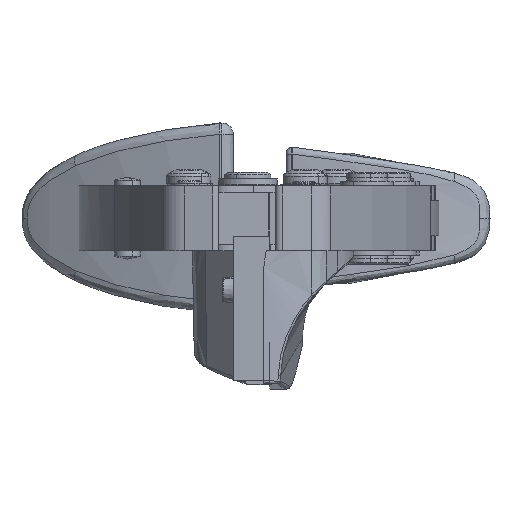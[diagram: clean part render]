
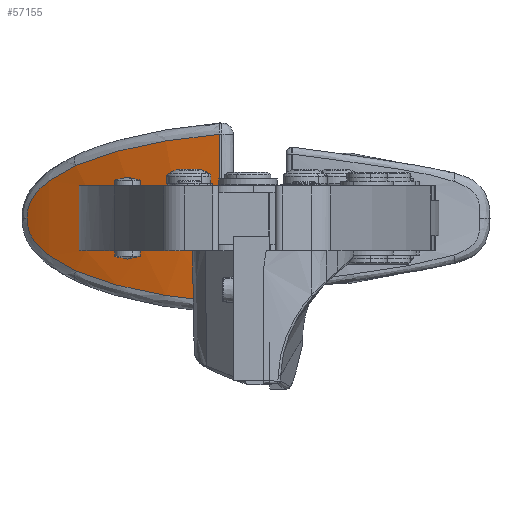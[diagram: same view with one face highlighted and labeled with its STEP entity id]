
A CAD part, left-side view. The second image highlights one B-rep face of the part: STEP entity #57155.
In plain terms, the highlighted cylindrical face has radius 95 mm (diameter 190 mm), a partial arc.
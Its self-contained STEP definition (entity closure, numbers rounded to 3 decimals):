
#57137=AXIS2_PLACEMENT_3D('Cylinder Axis2P3D',#57134,#57135,#57136) ;
#57141=AXIS2_PLACEMENT_3D('Circle Axis2P3D',#57139,#57140,$) ;
#1253=CARTESIAN_POINT('Vertex',(77.29,70.017,24.)) ;
#1293=CARTESIAN_POINT('Vertex',(77.29,70.017,35.2)) ;
#1296=CARTESIAN_POINT('Line Origine',(77.29,70.017,34.2)) ;
#1332=CARTESIAN_POINT('Vertex',(69.137,46.915,44.14)) ;
#1335=CARTESIAN_POINT('Line Origine',(69.137,46.915,39.67)) ;
#1339=CARTESIAN_POINT('Vertex',(69.137,46.915,35.2)) ;
#10058=CARTESIAN_POINT('Vertex',(78.205,71.779,38.716)) ;
#10062=CARTESIAN_POINT('Control Point',(69.137,46.915,44.14)) ;
#10063=CARTESIAN_POINT('Control Point',(69.554,48.87,43.963)) ;
#10064=CARTESIAN_POINT('Control Point',(70.018,50.798,43.759)) ;
#10065=CARTESIAN_POINT('Control Point',(70.528,52.693,43.524)) ;
#10066=CARTESIAN_POINT('Control Point',(71.374,55.547,43.115)) ;
#10067=CARTESIAN_POINT('Control Point',(72.308,58.304,42.627)) ;
#10068=CARTESIAN_POINT('Control Point',(72.644,59.253,42.447)) ;
#10069=CARTESIAN_POINT('Control Point',(73.522,61.637,41.962)) ;
#10070=CARTESIAN_POINT('Control Point',(74.453,63.926,41.411)) ;
#10071=CARTESIAN_POINT('Control Point',(75.035,65.278,41.05)) ;
#10072=CARTESIAN_POINT('Control Point',(76.037,67.489,40.396)) ;
#10073=CARTESIAN_POINT('Control Point',(77.036,69.526,39.671)) ;
#10074=CARTESIAN_POINT('Control Point',(77.44,70.326,39.362)) ;
#10075=CARTESIAN_POINT('Control Point',(77.836,71.086,39.042)) ;
#10076=CARTESIAN_POINT('Control Point',(78.205,71.779,38.716)) ;
#14436=CARTESIAN_POINT('Vertex',(69.137,46.915,15.06)) ;
#14614=CARTESIAN_POINT('Line Origine',(69.137,46.915,19.53)) ;
#14618=CARTESIAN_POINT('Vertex',(69.137,46.915,24.)) ;
#15093=CARTESIAN_POINT('Vertex',(78.205,71.779,20.484)) ;
#15097=CARTESIAN_POINT('Control Point',(78.205,71.779,20.484)) ;
#15098=CARTESIAN_POINT('Control Point',(78.886,73.058,21.086)) ;
#15099=CARTESIAN_POINT('Control Point',(79.555,74.256,21.714)) ;
#15100=CARTESIAN_POINT('Control Point',(80.201,75.361,22.371)) ;
#15101=CARTESIAN_POINT('Control Point',(80.997,76.678,23.287)) ;
#15102=CARTESIAN_POINT('Control Point',(81.668,77.749,24.253)) ;
#15103=CARTESIAN_POINT('Control Point',(81.828,78.001,24.497)) ;
#15104=CARTESIAN_POINT('Control Point',(82.471,79.009,25.558)) ;
#15105=CARTESIAN_POINT('Control Point',(82.931,79.703,26.676)) ;
#15106=CARTESIAN_POINT('Control Point',(83.16,80.042,27.552)) ;
#15107=CARTESIAN_POINT('Control Point',(83.283,80.224,28.525)) ;
#15108=CARTESIAN_POINT('Control Point',(83.28,80.221,29.6)) ;
#15109=CARTESIAN_POINT('Vertex',(83.28,80.221,29.6)) ;
#42163=CARTESIAN_POINT('Control Point',(69.137,46.915,15.06)) ;
#42164=CARTESIAN_POINT('Control Point',(69.554,48.87,15.237)) ;
#42165=CARTESIAN_POINT('Control Point',(70.018,50.798,15.441)) ;
#42166=CARTESIAN_POINT('Control Point',(70.528,52.693,15.676)) ;
#42167=CARTESIAN_POINT('Control Point',(71.374,55.547,16.085)) ;
#42168=CARTESIAN_POINT('Control Point',(72.308,58.304,16.573)) ;
#42169=CARTESIAN_POINT('Control Point',(72.644,59.253,16.753)) ;
#42170=CARTESIAN_POINT('Control Point',(73.522,61.637,17.238)) ;
#42171=CARTESIAN_POINT('Control Point',(74.453,63.926,17.789)) ;
#42172=CARTESIAN_POINT('Control Point',(75.035,65.278,18.15)) ;
#42173=CARTESIAN_POINT('Control Point',(76.037,67.489,18.804)) ;
#42174=CARTESIAN_POINT('Control Point',(77.036,69.526,19.529)) ;
#42175=CARTESIAN_POINT('Control Point',(77.44,70.326,19.838)) ;
#42176=CARTESIAN_POINT('Control Point',(77.836,71.086,20.158)) ;
#42177=CARTESIAN_POINT('Control Point',(78.205,71.779,20.484)) ;
#45062=CARTESIAN_POINT('Control Point',(78.205,71.779,38.716)) ;
#45063=CARTESIAN_POINT('Control Point',(78.807,72.909,38.184)) ;
#45064=CARTESIAN_POINT('Control Point',(79.4,73.976,37.632)) ;
#45065=CARTESIAN_POINT('Control Point',(79.974,74.972,37.057)) ;
#45066=CARTESIAN_POINT('Control Point',(80.799,76.354,36.148)) ;
#45067=CARTESIAN_POINT('Control Point',(81.51,77.499,35.186)) ;
#45068=CARTESIAN_POINT('Control Point',(81.739,77.862,34.85)) ;
#45069=CARTESIAN_POINT('Control Point',(82.446,78.972,33.706)) ;
#45070=CARTESIAN_POINT('Control Point',(82.939,79.714,32.496)) ;
#45071=CARTESIAN_POINT('Control Point',(83.162,80.046,31.625)) ;
#45072=CARTESIAN_POINT('Control Point',(83.283,80.224,30.664)) ;
#45073=CARTESIAN_POINT('Control Point',(83.28,80.221,29.6)) ;
#48390=CARTESIAN_POINT('Control Point',(77.29,70.017,24.)) ;
#48391=CARTESIAN_POINT('Control Point',(75.071,65.634,24.)) ;
#48392=CARTESIAN_POINT('Control Point',(73.136,61.106,24.)) ;
#48393=CARTESIAN_POINT('Control Point',(71.496,56.46,24.)) ;
#48394=CARTESIAN_POINT('Control Point',(70.161,51.721,24.)) ;
#48395=CARTESIAN_POINT('Control Point',(69.137,46.915,24.)) ;
#57134=CARTESIAN_POINT('Axis2P3D Location',(162.051,27.115,29.6)) ;
#57139=CARTESIAN_POINT('Axis2P3D Location',(162.051,27.115,35.2)) ;
#1297=DIRECTION('Vector Direction',(0.,0.,-1.)) ;
#1336=DIRECTION('Vector Direction',(0.,0.,1.)) ;
#14615=DIRECTION('Vector Direction',(0.,0.,1.)) ;
#57135=DIRECTION('Axis2P3D Direction',(0.,0.,1.)) ;
#57136=DIRECTION('Axis2P3D XDirection',(-0.769,0.64,0.)) ;
#57140=DIRECTION('Axis2P3D Direction',(0.,0.,1.)) ;
#1298=VECTOR('Line Direction',#1297,1.) ;
#1337=VECTOR('Line Direction',#1336,1.) ;
#14616=VECTOR('Line Direction',#14615,1.) ;
#57145=ORIENTED_EDGE('',*,*,#1341,.T.) ;
#57146=ORIENTED_EDGE('',*,*,#10077,.F.) ;
#57147=ORIENTED_EDGE('',*,*,#45074,.F.) ;
#57148=ORIENTED_EDGE('',*,*,#15111,.F.) ;
#57149=ORIENTED_EDGE('',*,*,#42178,.F.) ;
#57150=ORIENTED_EDGE('',*,*,#14620,.T.) ;
#57151=ORIENTED_EDGE('',*,*,#48396,.T.) ;
#57152=ORIENTED_EDGE('',*,*,#1300,.F.) ;
#57153=ORIENTED_EDGE('',*,*,#57143,.F.) ;
#57155=ADVANCED_FACE('Hauptk\X2\00F6\X0\rper',(#57154),#57138,.T.) ;
#10061=B_SPLINE_CURVE_WITH_KNOTS('',5,(#10062,#10063,#10064,#10065,#10066,#10067,#10068,#10069,#10070,#10071,#10072,#10073,#10074,#10075,#10076),.UNSPECIFIED.,.F.,.U.,(6,3,3,3,6),(93.928,103.23,108.205,115.926,121.296),.UNSPECIFIED.) ;
#15096=B_SPLINE_CURVE_WITH_KNOTS('',5,(#15097,#15098,#15099,#15100,#15101,#15102,#15103,#15104,#15105,#15106,#15107,#15108),.UNSPECIFIED.,.F.,.U.,(6,3,3,6),(105.64,112.154,114.317,121.463),.UNSPECIFIED.) ;
#42162=B_SPLINE_CURVE_WITH_KNOTS('',5,(#42163,#42164,#42165,#42166,#42167,#42168,#42169,#42170,#42171,#42172,#42173,#42174,#42175,#42176,#42177),.UNSPECIFIED.,.F.,.U.,(6,3,3,3,6),(93.928,103.23,108.205,115.926,121.296),.UNSPECIFIED.) ;
#45061=B_SPLINE_CURVE_WITH_KNOTS('',5,(#45062,#45063,#45064,#45065,#45066,#45067,#45068,#45069,#45070,#45071,#45072,#45073),.UNSPECIFIED.,.F.,.U.,(6,3,3,6),(105.635,111.388,114.386,121.454),.UNSPECIFIED.) ;
#48389=B_SPLINE_CURVE_WITH_KNOTS('',5,(#48390,#48391,#48392,#48393,#48394,#48395),.UNSPECIFIED.,.F.,.U.,(6,6),(0.,34.742),.UNSPECIFIED.) ;
#57142=CIRCLE('generated circle',#57141,95.) ;
#57138=CYLINDRICAL_SURFACE('generated cylinder',#57137,95.) ;
#1300=EDGE_CURVE('',#1294,#1254,#1299,.T.) ;
#1341=EDGE_CURVE('',#1340,#1333,#1338,.T.) ;
#10077=EDGE_CURVE('',#10059,#1333,#10061,.F.) ;
#14620=EDGE_CURVE('',#14437,#14619,#14617,.T.) ;
#15111=EDGE_CURVE('',#15094,#15110,#15096,.T.) ;
#42178=EDGE_CURVE('',#14437,#15094,#42162,.T.) ;
#45074=EDGE_CURVE('',#15110,#10059,#45061,.F.) ;
#48396=EDGE_CURVE('',#14619,#1254,#48389,.F.) ;
#57143=EDGE_CURVE('',#1340,#1294,#57142,.F.) ;
#57144=EDGE_LOOP('',(#57145,#57146,#57147,#57148,#57149,#57150,#57151,#57152,#57153)) ;
#57154=FACE_OUTER_BOUND('',#57144,.T.) ;
#1299=LINE('Line',#1296,#1298) ;
#1338=LINE('Line',#1335,#1337) ;
#14617=LINE('Line',#14614,#14616) ;
#1254=VERTEX_POINT('',#1253) ;
#1294=VERTEX_POINT('',#1293) ;
#1333=VERTEX_POINT('',#1332) ;
#1340=VERTEX_POINT('',#1339) ;
#10059=VERTEX_POINT('',#10058) ;
#14437=VERTEX_POINT('',#14436) ;
#14619=VERTEX_POINT('',#14618) ;
#15094=VERTEX_POINT('',#15093) ;
#15110=VERTEX_POINT('',#15109) ;
